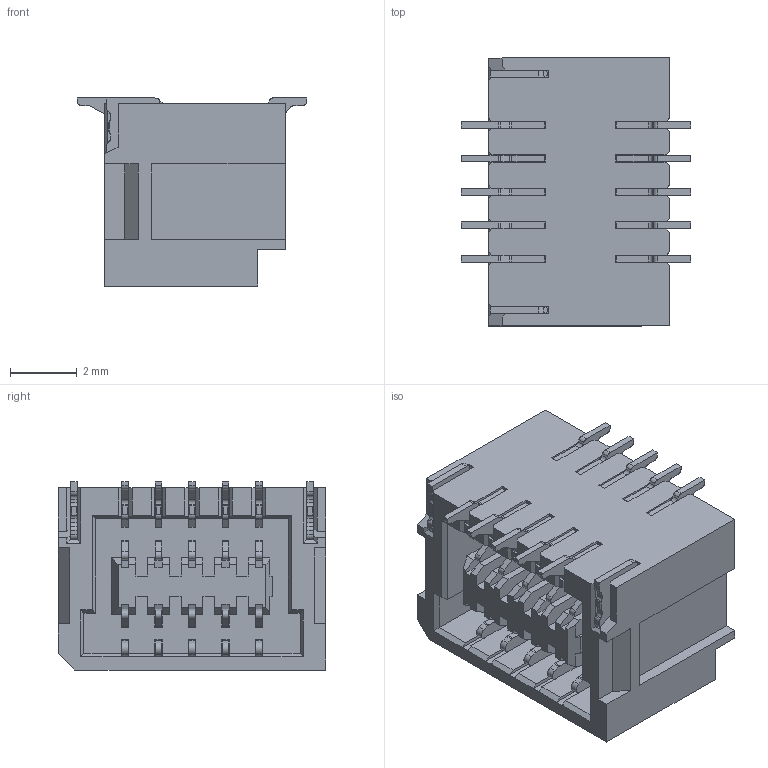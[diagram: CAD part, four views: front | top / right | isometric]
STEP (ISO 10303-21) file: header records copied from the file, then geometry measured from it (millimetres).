
FILE_DESCRIPTION (( 'STEP AP203' ), '1' );
FILE_NAME ('FWF10013-D10B83NAM.STEP', '2025-11-21T03:41:03', ( '' ), ( '' ), 'SwSTEP 2.0', 'SolidWorks 2021', '' );
FILE_SCHEMA (( 'CONFIG_CONTROL_DESIGN' ));
Length unit declared in the file: millimetre
Products named in the file (1): FWF10013-D10B83NAM
Bounding box: 6.86 x 8 x 5.62 mm (x, y, z)
Volume: 154.5 mm3; surface area: 655.4 mm2
Topology: 1 solids, 6 shells, 1276 faces, 3940 edges, 2586 vertices
Faces by surface type: plane 947, bspline 329
Entity records: 49166 total; most frequent: CARTESIAN_POINT 16574, ORIENTED_EDGE 7880, DIRECTION 5122, EDGE_CURVE 3940, LINE 3226, VECTOR 3226, VERTEX_POINT 2586, EDGE_LOOP 1318
